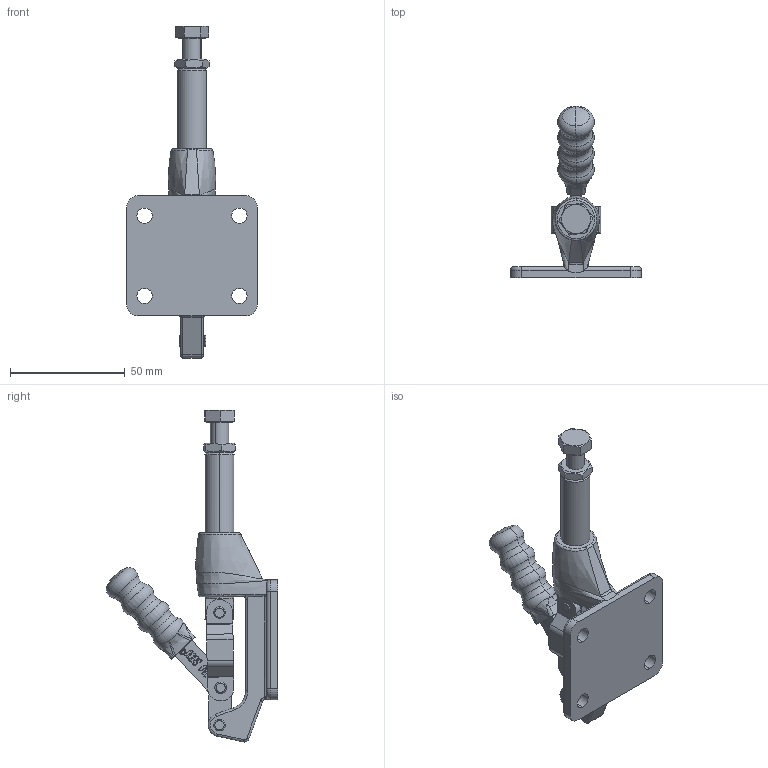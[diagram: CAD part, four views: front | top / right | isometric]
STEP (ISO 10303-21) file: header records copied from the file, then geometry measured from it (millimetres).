
FILE_DESCRIPTION (( 'STEP AP203' ), '1' );
FILE_NAME ('HS-304-CM .STEP', '2019-09-05T07:02:28', ( '微软用户' ), ( '微软中国' ), 'SwSTEP 2.0', 'SolidWorks 2012', '' );
FILE_SCHEMA (( 'CONFIG_CONTROL_DESIGN' ));
Length unit declared in the file: millimetre
Products named in the file (9): 蟀裝; 菁釱; HS-304-CM ; 忒參杶; 忒參; hex thin nuts-grades ab-chamfered gb_GB_FASTENER_NUT_STNAB M8-N; hexagon head bolts-full thread gb_GB_FASTENER_BOLT_STBAB A M8X40-C; 挴裝; 种1
Assembly tree (11 placements, depth 2):
  HS-304-CM 
    菁釱
    蟀裝  x2
    种1  x3
    挴裝
    hexagon head bolts-full thread gb_GB_FASTENER_BOLT_STBAB A M8X40-C
    hex thin nuts-grades ab-chamfered gb_GB_FASTENER_NUT_STNAB M8-N
    忒參
    忒參杶
Bounding box: 57.2 x 74.8 x 144.94 mm (x, y, z)
Volume: 50811.7 mm3; surface area: 27733.9 mm2
Topology: 11 solids, 11 shells, 710 faces, 1819 edges, 1159 vertices
Faces by surface type: plane 363, bspline 166, cylinder 105, torus 52, cone 24
Entity records: 29237 total; most frequent: CARTESIAN_POINT 13307, ORIENTED_EDGE 3378, DIRECTION 2582, EDGE_CURVE 1689, VERTEX_POINT 1087, LINE 1002, VECTOR 1002, AXIS2_PLACEMENT_3D 790
